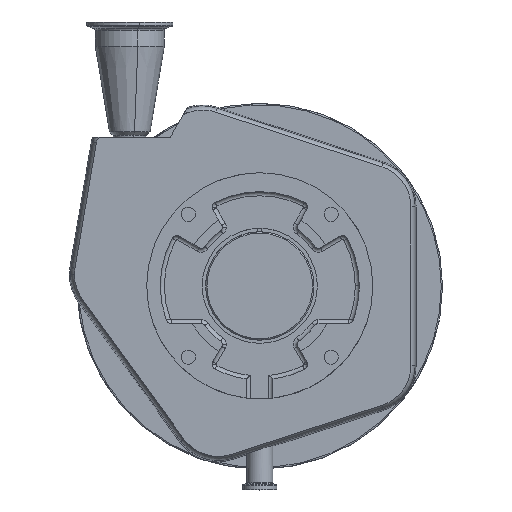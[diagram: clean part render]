
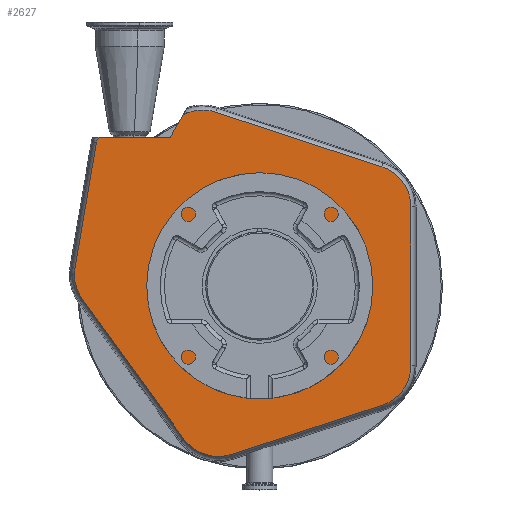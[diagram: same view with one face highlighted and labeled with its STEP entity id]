
A CAD part, top view. The second image highlights one B-rep face of the part: STEP entity #2627.
In plain terms, the highlighted planar face has unit normal (0, 0, 1).
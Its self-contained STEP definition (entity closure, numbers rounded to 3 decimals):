
#158 = AXIS2_PLACEMENT_3D ( 'NONE', #11429, #10368, #697 ) ;
#214 = DIRECTION ( 'NONE',  ( 0., 0., 1. ) ) ;
#237 = ORIENTED_EDGE ( 'NONE', *, *, #7999, .F. ) ;
#295 = EDGE_LOOP ( 'NONE', ( #11652, #5832, #8582, #7168, #12806, #4782, #1410, #1282, #6003, #3456, #6184, #237, #9341, #4149, #2979 ) ) ;
#338 = CARTESIAN_POINT ( 'NONE',  ( 55., 0., -141.5 ) ) ;
#529 = CIRCLE ( 'NONE', #6396, 31.169 ) ;
#588 = CIRCLE ( 'NONE', #10284, 228.831 ) ;
#697 = DIRECTION ( 'NONE',  ( 1., 0., 0. ) ) ;
#967 = LINE ( 'NONE', #7081, #13428 ) ;
#1036 = CARTESIAN_POINT ( 'NONE',  ( 80.497, 58.485, -141.5 ) ) ;
#1088 = CIRCLE ( 'NONE', #1549, 31.169 ) ;
#1141 = EDGE_CURVE ( 'NONE', #6749, #2820, #7532, .T. ) ;
#1282 = ORIENTED_EDGE ( 'NONE', *, *, #6559, .F. ) ;
#1286 = DIRECTION ( 'NONE',  ( 1., 0., 0. ) ) ;
#1410 = ORIENTED_EDGE ( 'NONE', *, *, #11295, .F. ) ;
#1506 = EDGE_CURVE ( 'NONE', #11037, #6749, #7045, .T. ) ;
#1518 = VERTEX_POINT ( 'NONE', #11779 ) ;
#1524 = CARTESIAN_POINT ( 'NONE',  ( -136.384, 13.741, -141.5 ) ) ;
#1549 = AXIS2_PLACEMENT_3D ( 'NONE', #13309, #13446, #7924 ) ;
#1635 = ORIENTED_EDGE ( 'NONE', *, *, #11061, .F. ) ;
#1907 = VERTEX_POINT ( 'NONE', #1953 ) ;
#1953 = CARTESIAN_POINT ( 'NONE',  ( -66., 110., -141.5 ) ) ;
#1970 = DIRECTION ( 'NONE',  ( 0., 0., -1. ) ) ;
#2071 = CARTESIAN_POINT ( 'NONE',  ( 35.373, 106.16, -141.5 ) ) ;
#2173 = VECTOR ( 'NONE', #11604, 1000. ) ;
#2178 = FACE_BOUND ( 'NONE', #11812, .T. ) ;
#2627 = ADVANCED_FACE ( 'NONE', ( #2178, #5412 ), #6458, .T. ) ;
#2677 = VERTEX_POINT ( 'NONE', #7993 ) ;
#2752 = AXIS2_PLACEMENT_3D ( 'NONE', #4285, #1970, #6456 ) ;
#2796 = CARTESIAN_POINT ( 'NONE',  ( -105.659, 8.501, -141.5 ) ) ;
#2820 = VERTEX_POINT ( 'NONE', #10046 ) ;
#2979 = ORIENTED_EDGE ( 'NONE', *, *, #5325, .F. ) ;
#3020 = EDGE_CURVE ( 'NONE', #4088, #1907, #13041, .T. ) ;
#3328 = CIRCLE ( 'NONE', #13037, 55. ) ;
#3371 = DIRECTION ( 'NONE',  ( 0.168, 0.986, 0. ) ) ;
#3456 = ORIENTED_EDGE ( 'NONE', *, *, #9574, .F. ) ;
#3477 = VERTEX_POINT ( 'NONE', #13953 ) ;
#3622 = DIRECTION ( 'NONE',  ( 1., 0., 0. ) ) ;
#3756 = VERTEX_POINT ( 'NONE', #8195 ) ;
#4088 = VERTEX_POINT ( 'NONE', #13319 ) ;
#4149 = ORIENTED_EDGE ( 'NONE', *, *, #11171, .F. ) ;
#4218 = CARTESIAN_POINT ( 'NONE',  ( 0., 175., -141.5 ) ) ;
#4285 = CARTESIAN_POINT ( 'NONE',  ( -105.659, 8.501, -141.5 ) ) ;
#4307 = CARTESIAN_POINT ( 'NONE',  ( -32.427, 128.486, -141.5 ) ) ;
#4375 = CARTESIAN_POINT ( 'NONE',  ( -42.176, 98.881, -141.5 ) ) ;
#4421 = DIRECTION ( 'NONE',  ( 1., 0., 0. ) ) ;
#4438 = EDGE_CURVE ( 'NONE', #2677, #3477, #11035, .T. ) ;
#4515 = DIRECTION ( 'NONE',  ( 0., 0., -1. ) ) ;
#4591 = DIRECTION ( 'NONE',  ( -1., 0., 0. ) ) ;
#4782 = ORIENTED_EDGE ( 'NONE', *, *, #1506, .F. ) ;
#4800 = VERTEX_POINT ( 'NONE', #10666 ) ;
#5022 = LINE ( 'NONE', #11678, #2173 ) ;
#5071 = AXIS2_PLACEMENT_3D ( 'NONE', #6367, #4515, #1286 ) ;
#5145 = CARTESIAN_POINT ( 'NONE',  ( 90.129, -88.128, -141.5 ) ) ;
#5161 = VERTEX_POINT ( 'NONE', #4307 ) ;
#5264 = VERTEX_POINT ( 'NONE', #5145 ) ;
#5325 = EDGE_CURVE ( 'NONE', #8932, #5161, #529, .T. ) ;
#5412 = FACE_OUTER_BOUND ( 'NONE', #295, .T. ) ;
#5832 = ORIENTED_EDGE ( 'NONE', *, *, #3020, .T. ) ;
#5918 = CARTESIAN_POINT ( 'NONE',  ( -141.268, 339.257, -141.5 ) ) ;
#6003 = ORIENTED_EDGE ( 'NONE', *, *, #11239, .F. ) ;
#6184 = ORIENTED_EDGE ( 'NONE', *, *, #9030, .F. ) ;
#6255 = CIRCLE ( 'NONE', #12362, 31.169 ) ;
#6346 = CARTESIAN_POINT ( 'NONE',  ( -130.877, -9.817, -141.5 ) ) ;
#6367 = CARTESIAN_POINT ( 'NONE',  ( -113.59, 104.914, -141.5 ) ) ;
#6396 = AXIS2_PLACEMENT_3D ( 'NONE', #4375, #13259, #13062 ) ;
#6456 = DIRECTION ( 'NONE',  ( 1., 0., 0. ) ) ;
#6458 = PLANE ( 'NONE',  #11625 ) ;
#6479 = VECTOR ( 'NONE', #7332, 1000. ) ;
#6489 = VECTOR ( 'NONE', #7974, 1000. ) ;
#6559 = EDGE_CURVE ( 'NONE', #13791, #11234, #967, .T. ) ;
#6703 = LINE ( 'NONE', #11153, #6489 ) ;
#6749 = VERTEX_POINT ( 'NONE', #1524 ) ;
#6979 = CARTESIAN_POINT ( 'NONE',  ( -136.828, 8.501, -141.5 ) ) ;
#7045 = CIRCLE ( 'NONE', #2752, 31.169 ) ;
#7050 = EDGE_CURVE ( 'NONE', #2820, #3756, #9109, .T. ) ;
#7081 = CARTESIAN_POINT ( 'NONE',  ( -55.966, -112.948, -141.5 ) ) ;
#7168 = ORIENTED_EDGE ( 'NONE', *, *, #7050, .F. ) ;
#7332 = DIRECTION ( 'NONE',  ( 0.95, -0.313, 0. ) ) ;
#7532 = LINE ( 'NONE', #13052, #9750 ) ;
#7572 = CARTESIAN_POINT ( 'NONE',  ( -55.966, -112.948, -141.5 ) ) ;
#7590 = DIRECTION ( 'NONE',  ( 0., 0., 1. ) ) ;
#7611 = VECTOR ( 'NONE', #11841, 1000. ) ;
#7615 = DIRECTION ( 'NONE',  ( 0., 0., -1. ) ) ;
#7649 = DIRECTION ( 'NONE',  ( 0., 0., -1. ) ) ;
#7924 = DIRECTION ( 'NONE',  ( 1., 0., 0. ) ) ;
#7974 = DIRECTION ( 'NONE',  ( -0.951, -0.309, 0. ) ) ;
#7993 = CARTESIAN_POINT ( 'NONE',  ( 90.246, 88.09, -141.5 ) ) ;
#7999 = EDGE_CURVE ( 'NONE', #3477, #1518, #5022, .T. ) ;
#8147 = DIRECTION ( 'NONE',  ( 0., 0., -1. ) ) ;
#8195 = CARTESIAN_POINT ( 'NONE',  ( -118.603, 110., -141.5 ) ) ;
#8326 = EDGE_CURVE ( 'NONE', #4088, #8932, #588, .T. ) ;
#8582 = ORIENTED_EDGE ( 'NONE', *, *, #8950, .T. ) ;
#8783 = AXIS2_PLACEMENT_3D ( 'NONE', #1036, #7649, #12899 ) ;
#8932 = VERTEX_POINT ( 'NONE', #11983 ) ;
#8950 = EDGE_CURVE ( 'NONE', #1907, #3756, #12968, .T. ) ;
#9030 = EDGE_CURVE ( 'NONE', #1518, #5264, #1088, .T. ) ;
#9045 = EDGE_CURVE ( 'NONE', #9142, #13864, #3328, .T. ) ;
#9109 = CIRCLE ( 'NONE', #5071, 7.141 ) ;
#9142 = VERTEX_POINT ( 'NONE', #11101 ) ;
#9341 = ORIENTED_EDGE ( 'NONE', *, *, #4438, .F. ) ;
#9535 = DIRECTION ( 'NONE',  ( 1., 0., 0. ) ) ;
#9574 = EDGE_CURVE ( 'NONE', #5264, #4800, #6703, .T. ) ;
#9647 = DIRECTION ( 'NONE',  ( -0.5, -0.866, 0. ) ) ;
#9658 = CIRCLE ( 'NONE', #11930, 31.169 ) ;
#9750 = VECTOR ( 'NONE', #3371, 1000. ) ;
#10046 = CARTESIAN_POINT ( 'NONE',  ( -120.629, 106.114, -141.5 ) ) ;
#10128 = DIRECTION ( 'NONE',  ( 1., 0., 0. ) ) ;
#10284 = AXIS2_PLACEMENT_3D ( 'NONE', #5918, #214, #4591 ) ;
#10368 = DIRECTION ( 'NONE',  ( 0., 0., 1. ) ) ;
#10473 = DIRECTION ( 'NONE',  ( -0.588, 0.809, 0. ) ) ;
#10564 = ORIENTED_EDGE ( 'NONE', *, *, #9045, .F. ) ;
#10583 = CARTESIAN_POINT ( 'NONE',  ( -30.747, -94.63, -141.5 ) ) ;
#10666 = CARTESIAN_POINT ( 'NONE',  ( -21.115, -124.274, -141.5 ) ) ;
#11035 = CIRCLE ( 'NONE', #8783, 31.169 ) ;
#11037 = VERTEX_POINT ( 'NONE', #6979 ) ;
#11061 = EDGE_CURVE ( 'NONE', #13864, #9142, #12588, .T. ) ;
#11101 = CARTESIAN_POINT ( 'NONE',  ( -55., 0., -141.5 ) ) ;
#11153 = CARTESIAN_POINT ( 'NONE',  ( -21.115, -124.274, -141.5 ) ) ;
#11171 = EDGE_CURVE ( 'NONE', #5161, #2677, #11654, .T. ) ;
#11234 = VERTEX_POINT ( 'NONE', #6346 ) ;
#11239 = EDGE_CURVE ( 'NONE', #4800, #13791, #6255, .T. ) ;
#11295 = EDGE_CURVE ( 'NONE', #11234, #11037, #9658, .T. ) ;
#11429 = CARTESIAN_POINT ( 'NONE',  ( 0., 0., -141.5 ) ) ;
#11604 = DIRECTION ( 'NONE',  ( 0., -1., 0. ) ) ;
#11625 = AXIS2_PLACEMENT_3D ( 'NONE', #4218, #7590, #4421 ) ;
#11652 = ORIENTED_EDGE ( 'NONE', *, *, #8326, .F. ) ;
#11654 = LINE ( 'NONE', #2071, #6479 ) ;
#11678 = CARTESIAN_POINT ( 'NONE',  ( 111.666, -94.63, -141.5 ) ) ;
#11779 = CARTESIAN_POINT ( 'NONE',  ( 111.666, -58.485, -141.5 ) ) ;
#11812 = EDGE_LOOP ( 'NONE', ( #1635, #10564 ) ) ;
#11841 = DIRECTION ( 'NONE',  ( -1., 0., 0. ) ) ;
#11930 = AXIS2_PLACEMENT_3D ( 'NONE', #2796, #8147, #10128 ) ;
#11983 = CARTESIAN_POINT ( 'NONE',  ( -54.056, 127.697, -141.5 ) ) ;
#12179 = CARTESIAN_POINT ( 'NONE',  ( 0., 0., -141.5 ) ) ;
#12241 = DIRECTION ( 'NONE',  ( 0., 0., 1. ) ) ;
#12362 = AXIS2_PLACEMENT_3D ( 'NONE', #10583, #7615, #9535 ) ;
#12588 = CIRCLE ( 'NONE', #158, 55. ) ;
#12602 = VECTOR ( 'NONE', #9647, 1000. ) ;
#12806 = ORIENTED_EDGE ( 'NONE', *, *, #1141, .F. ) ;
#12899 = DIRECTION ( 'NONE',  ( 1., 0., 0. ) ) ;
#12968 = LINE ( 'NONE', #13103, #7611 ) ;
#13037 = AXIS2_PLACEMENT_3D ( 'NONE', #12179, #12241, #3622 ) ;
#13041 = LINE ( 'NONE', #13974, #12602 ) ;
#13052 = CARTESIAN_POINT ( 'NONE',  ( -151.359, -74.059, -141.5 ) ) ;
#13062 = DIRECTION ( 'NONE',  ( 1., 0., 0. ) ) ;
#13103 = CARTESIAN_POINT ( 'NONE',  ( 0., 110., -141.5 ) ) ;
#13259 = DIRECTION ( 'NONE',  ( 0., 0., -1. ) ) ;
#13309 = CARTESIAN_POINT ( 'NONE',  ( 80.497, -58.485, -141.5 ) ) ;
#13319 = CARTESIAN_POINT ( 'NONE',  ( -56.311, 126.782, -141.5 ) ) ;
#13428 = VECTOR ( 'NONE', #10473, 1000. ) ;
#13446 = DIRECTION ( 'NONE',  ( 0., 0., -1. ) ) ;
#13791 = VERTEX_POINT ( 'NONE', #7572 ) ;
#13864 = VERTEX_POINT ( 'NONE', #338 ) ;
#13953 = CARTESIAN_POINT ( 'NONE',  ( 111.666, 58.485, -141.5 ) ) ;
#13974 = CARTESIAN_POINT ( 'NONE',  ( -21.354, 187.329, -141.5 ) ) ;
